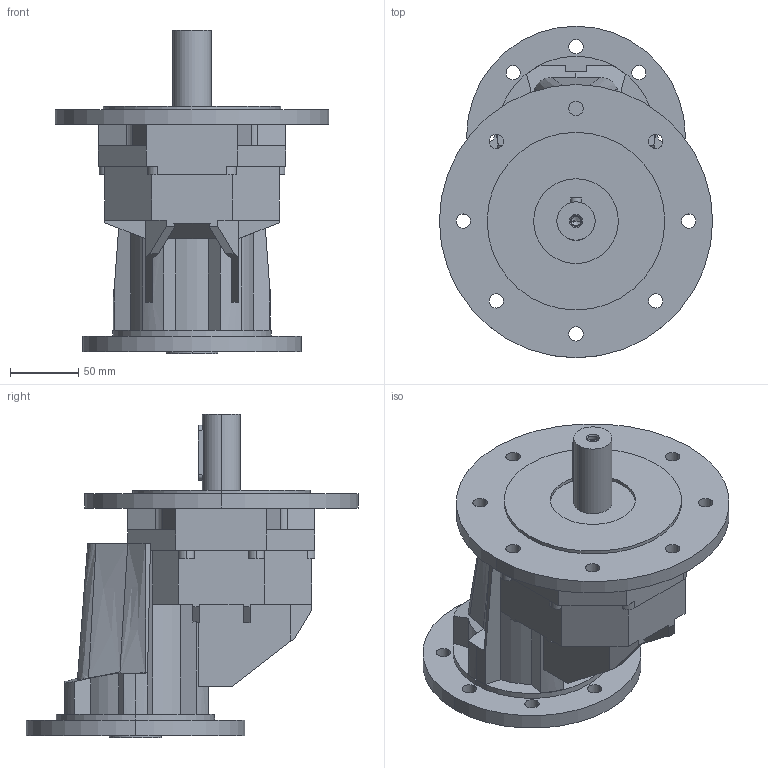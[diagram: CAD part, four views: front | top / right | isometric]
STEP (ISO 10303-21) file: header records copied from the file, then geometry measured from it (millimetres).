
FILE_DESCRIPTION (( 'STEP AP203' ), '1' );
FILE_NAME ('PM-100 112B14.STEP', '2022-06-22T09:25:52', ( '' ), ( '' ), 'SwSTEP 2.0', 'SolidWorks 2015', '' );
FILE_SCHEMA (( 'CONFIG_CONTROL_DESIGN' ));
Length unit declared in the file: millimetre
Products named in the file (2): PM-100 112B14
Bounding box: 200 x 243 x 236.5 mm (x, y, z)
Volume: 2415491.9 mm3; surface area: 205580.2 mm2
Topology: 1 solids, 7 shells, 241 faces, 612 edges, 399 vertices
Faces by surface type: plane 126, cylinder 103, bspline 8, cone 4
Entity records: 7748 total; most frequent: CARTESIAN_POINT 1624, DIRECTION 1256, ORIENTED_EDGE 1220, EDGE_CURVE 610, AXIS2_PLACEMENT_3D 439, VERTEX_POINT 399, VECTOR 378, LINE 378
